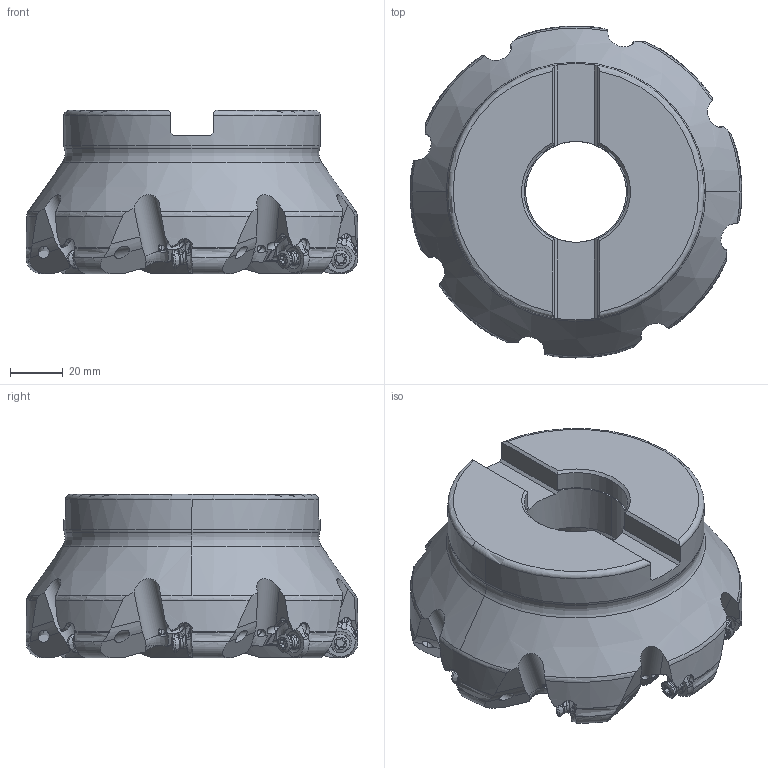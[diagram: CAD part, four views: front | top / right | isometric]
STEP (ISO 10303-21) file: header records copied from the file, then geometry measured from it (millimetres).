
FILE_DESCRIPTION(/* description */ (''),/* implementation_level */ '2;1');
FILE_NAME(/* name */ 'WWX400UR5_0008EA.stp',/* time_stamp */ '2020-04-21T17:34:05+09:00',/* author */ (''),/* organization */ (''),/* preprocessor_version */ 'ST-DEVELOPER v16',/* originating_system */ 'SIEMENS PLM Software NX 10.0',/* authorisation */ '');
FILE_SCHEMA (('AUTOMOTIVE_DESIGN { 1 0 10303 214 3 1 1 1 }'));
Products named in the file (1): WWX400UR5_0008EA_ASM
Bounding box: 125.4 x 125.4 x 61.71 mm (x, y, z)
Volume: 433183.5 mm3; surface area: 55164.9 mm2
Topology: 9 solids, 9 shells, 994 faces, 2916 edges, 1885 vertices
Faces by surface type: cylinder 372, plane 220, bspline 128, sphere 112, torus 70, cone 60, extrusion 32
Entity records: 75121 total; most frequent: CARTESIAN_POINT 50557, ORIENTED_EDGE 5704, DIRECTION 4396, EDGE_CURVE 2852, AXIS2_PLACEMENT_3D 1875, VERTEX_POINT 1874, B_SPLINE_CURVE_WITH_KNOTS 1269, EDGE_LOOP 1026
